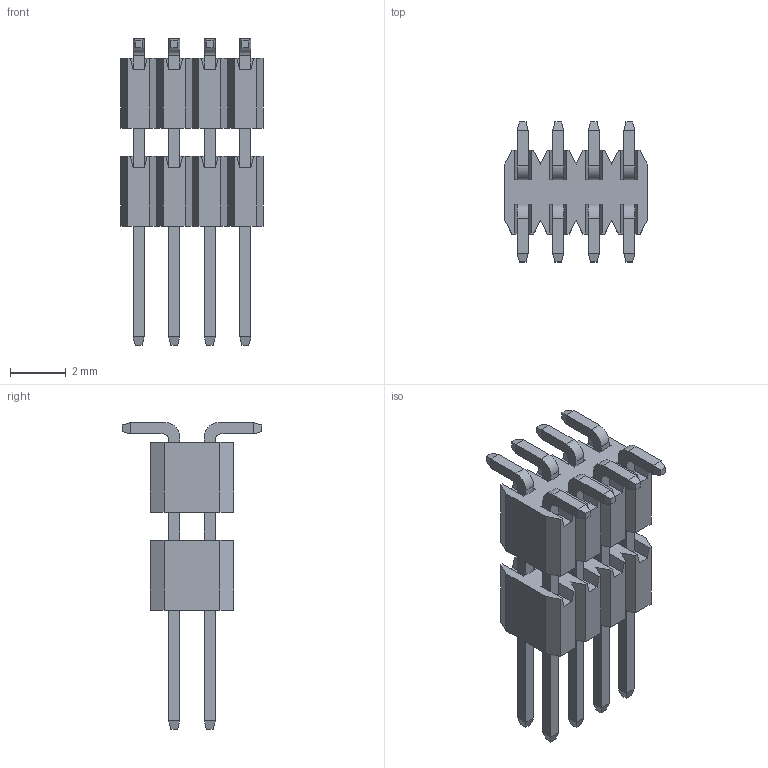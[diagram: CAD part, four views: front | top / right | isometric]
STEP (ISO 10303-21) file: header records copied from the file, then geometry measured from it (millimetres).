
FILE_DESCRIPTION (( 'STEP AP214' ), '1' );
FILE_NAME ('FPH12748-D08S1014120707M-REF.STEP', '2024-12-11T09:01:59', ( '' ), ( '' ), 'SwSTEP 2.0', 'SolidWorks 2021', '' );
FILE_SCHEMA (( 'AUTOMOTIVE_DESIGN' ));
Length unit declared in the file: millimetre
Products named in the file (1): FPH12748-D08S1014120707M-REF
Bounding box: 5.08 x 5 x 10.95 mm (x, y, z)
Volume: 78.2 mm3; surface area: 258.5 mm2
Topology: 1 solids, 1 shells, 344 faces, 892 edges, 552 vertices
Faces by surface type: plane 328, cylinder 16
Entity records: 10206 total; most frequent: CARTESIAN_POINT 1789, ORIENTED_EDGE 1784, DIRECTION 1614, EDGE_CURVE 892, VECTOR 860, LINE 860, VERTEX_POINT 552, AXIS2_PLACEMENT_3D 377
